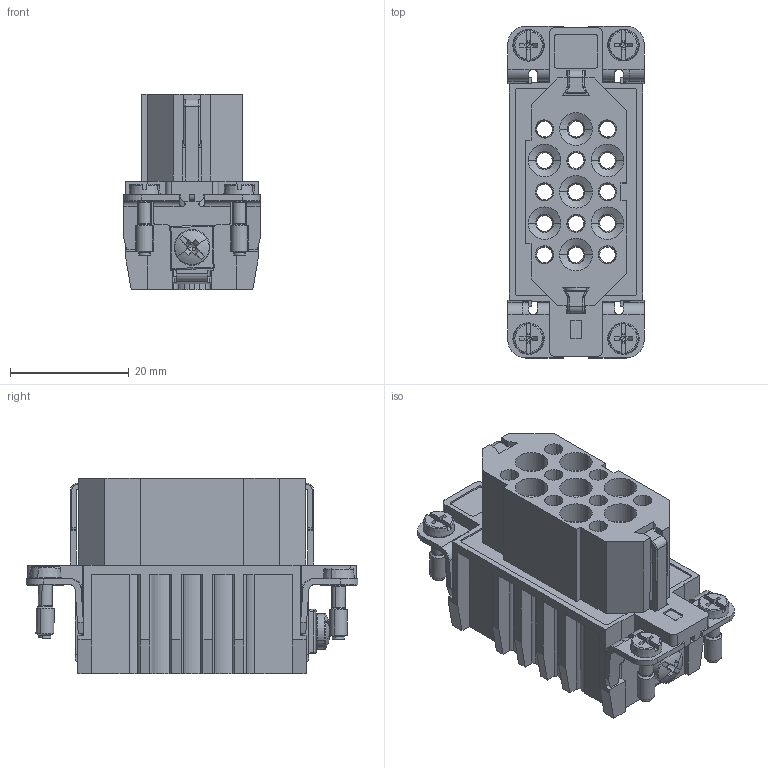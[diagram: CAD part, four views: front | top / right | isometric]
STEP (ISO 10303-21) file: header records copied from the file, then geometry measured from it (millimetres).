
FILE_DESCRIPTION(('CATIA V5 STEP','CAx-IF Rec.Pracs.--- Model Styling and Organization---1.2---2011-12-15'),'2;1');
FILE_NAME ('13454838_3', '2018-08-20T06:24:38+00:00', ('none'), ('Weidmueller'), 'CATIA Version 5-6 Release 2014 SP4 HF52', 'CATIA V5 STEP AP214', 'none');
FILE_SCHEMA(('AUTOMOTIVE_DESIGN { 1 0 10303 214 1 1 1 1 }'));
Length unit declared in the file: millimetre
Products named in the file (1): 1650660000
Bounding box: 23 x 56 x 32.9 mm (x, y, z)
Volume: 15249.2 mm3; surface area: 16620.3 mm2
Topology: 2 solids, 3 shells, 1274 faces, 3643 edges, 2307 vertices
Faces by surface type: plane 613, cylinder 348, cone 241, torus 60, extrusion 4, sphere 4, revolution 2, bspline 2
Entity records: 39871 total; most frequent: CARTESIAN_POINT 9497, ORIENTED_EDGE 7248, DIRECTION 4772, EDGE_CURVE 3624, VERTEX_POINT 2305, VECTOR 2003, LINE 1999, AXIS2_PLACEMENT_3D 1892
